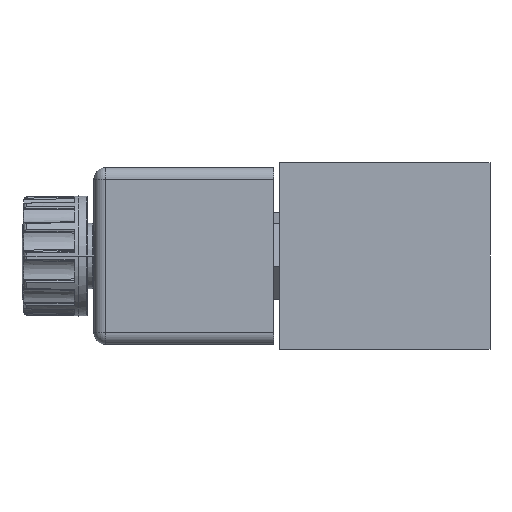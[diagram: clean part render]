
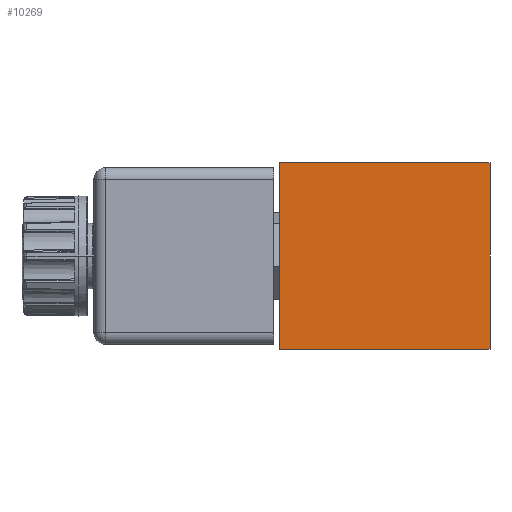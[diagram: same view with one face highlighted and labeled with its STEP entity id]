
A CAD part, front view. The second image highlights one B-rep face of the part: STEP entity #10269.
In plain terms, the highlighted planar face has unit normal (0, -1, 0).
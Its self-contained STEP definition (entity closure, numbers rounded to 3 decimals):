
#103 = EDGE_CURVE ( 'NONE', #425, #13435, #6683, .T. ) ;
#425 = VERTEX_POINT ( 'NONE', #6794 ) ;
#450 = LINE ( 'NONE', #16421, #7888 ) ;
#1221 = LINE ( 'NONE', #1966, #11180 ) ;
#1799 = CARTESIAN_POINT ( 'NONE',  ( 0., 0., 31. ) ) ;
#1966 = CARTESIAN_POINT ( 'NONE',  ( 0., 0., 0. ) ) ;
#2305 = EDGE_CURVE ( 'NONE', #6426, #7474, #450, .T. ) ;
#2379 = CARTESIAN_POINT ( 'NONE',  ( 35., 0., 0. ) ) ;
#2644 = ORIENTED_EDGE ( 'NONE', *, *, #2305, .F. ) ;
#2810 = DIRECTION ( 'NONE',  ( 0., 0., 1. ) ) ;
#3367 = PLANE ( 'NONE',  #7713 ) ;
#3395 = DIRECTION ( 'NONE',  ( 1., 0., 0. ) ) ;
#4575 = ORIENTED_EDGE ( 'NONE', *, *, #9329, .F. ) ;
#4744 = DIRECTION ( 'NONE',  ( -1., 0., 0. ) ) ;
#4922 = CARTESIAN_POINT ( 'NONE',  ( 0., 0., 0. ) ) ;
#5527 = FACE_OUTER_BOUND ( 'NONE', #8653, .T. ) ;
#6426 = VERTEX_POINT ( 'NONE', #4922 ) ;
#6458 = ORIENTED_EDGE ( 'NONE', *, *, #7951, .F. ) ;
#6683 = LINE ( 'NONE', #12787, #14459 ) ;
#6794 = CARTESIAN_POINT ( 'NONE',  ( 35., 0., 31. ) ) ;
#7181 = CARTESIAN_POINT ( 'NONE',  ( 0., 0., 31. ) ) ;
#7474 = VERTEX_POINT ( 'NONE', #7181 ) ;
#7713 = AXIS2_PLACEMENT_3D ( 'NONE', #15507, #16686, #8669 ) ;
#7888 = VECTOR ( 'NONE', #2810, 1000. ) ;
#7951 = EDGE_CURVE ( 'NONE', #7474, #425, #12924, .T. ) ;
#8653 = EDGE_LOOP ( 'NONE', ( #6458, #2644, #4575, #14672 ) ) ;
#8669 = DIRECTION ( 'NONE',  ( 0., 0., 1. ) ) ;
#8775 = DIRECTION ( 'NONE',  ( 0., 0., -1. ) ) ;
#9329 = EDGE_CURVE ( 'NONE', #13435, #6426, #1221, .T. ) ;
#9400 = VECTOR ( 'NONE', #3395, 1000. ) ;
#10269 = ADVANCED_FACE ( 'NONE', ( #5527 ), #3367, .F. ) ;
#11180 = VECTOR ( 'NONE', #4744, 1000. ) ;
#12787 = CARTESIAN_POINT ( 'NONE',  ( 35., 0., 31. ) ) ;
#12924 = LINE ( 'NONE', #1799, #9400 ) ;
#13435 = VERTEX_POINT ( 'NONE', #2379 ) ;
#14459 = VECTOR ( 'NONE', #8775, 1000. ) ;
#14672 = ORIENTED_EDGE ( 'NONE', *, *, #103, .F. ) ;
#15507 = CARTESIAN_POINT ( 'NONE',  ( 0., 0., 31. ) ) ;
#16421 = CARTESIAN_POINT ( 'NONE',  ( 0., 0., 31. ) ) ;
#16686 = DIRECTION ( 'NONE',  ( 0., 1., 0. ) ) ;
